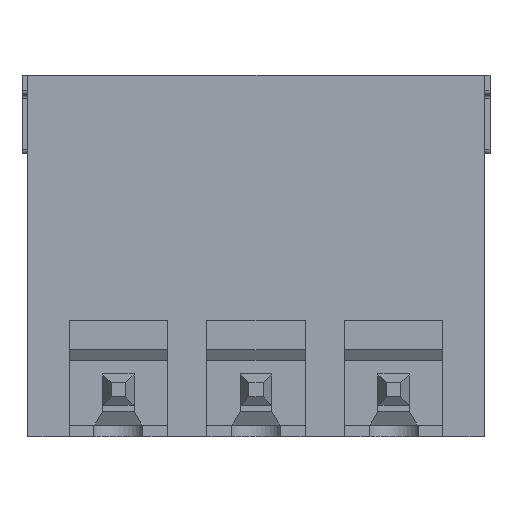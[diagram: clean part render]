
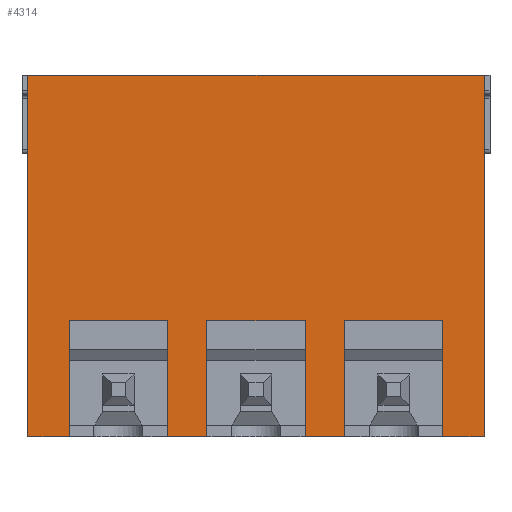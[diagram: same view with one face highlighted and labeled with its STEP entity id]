
A CAD part, front view. The second image highlights one B-rep face of the part: STEP entity #4314.
In plain terms, the highlighted planar face has unit normal (0, -1, 0).
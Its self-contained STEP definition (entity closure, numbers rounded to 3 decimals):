
#54 = DIRECTION ( 'NONE',  ( 0., 0., 1. ) ) ;
#135 = CARTESIAN_POINT ( 'NONE',  ( 5.75, -3.625, -4.6 ) ) ;
#209 = VECTOR ( 'NONE', #3217, 1000. ) ;
#333 = ORIENTED_EDGE ( 'NONE', *, *, #2527, .T. ) ;
#372 = LINE ( 'NONE', #932, #3780 ) ;
#537 = DIRECTION ( 'NONE',  ( 0., 0., -1. ) ) ;
#587 = CARTESIAN_POINT ( 'NONE',  ( -2.3, -3.625, 4.6 ) ) ;
#605 = CARTESIAN_POINT ( 'NONE',  ( 1.905, -3.625, -4.6 ) ) ;
#688 = DIRECTION ( 'NONE',  ( -1., 0., 0. ) ) ;
#699 = ORIENTED_EDGE ( 'NONE', *, *, #2214, .F. ) ;
#730 = VECTOR ( 'NONE', #8273, 1000. ) ;
#827 = ORIENTED_EDGE ( 'NONE', *, *, #4938, .F. ) ;
#928 = CARTESIAN_POINT ( 'NONE',  ( -1.25, -3.625, -4.6 ) ) ;
#932 = CARTESIAN_POINT ( 'NONE',  ( 1.905, -3.625, 4.6 ) ) ;
#1187 = VERTEX_POINT ( 'NONE', #6639 ) ;
#1203 = VERTEX_POINT ( 'NONE', #3425 ) ;
#1207 = CARTESIAN_POINT ( 'NONE',  ( 8.25, -3.625, -1.65 ) ) ;
#1296 = ORIENTED_EDGE ( 'NONE', *, *, #7316, .F. ) ;
#1347 = VERTEX_POINT ( 'NONE', #1422 ) ;
#1359 = CARTESIAN_POINT ( 'NONE',  ( -2.3, -3.625, -4.6 ) ) ;
#1367 = VECTOR ( 'NONE', #3904, 1000. ) ;
#1422 = CARTESIAN_POINT ( 'NONE',  ( 5.75, -3.625, -1.65 ) ) ;
#1461 = LINE ( 'NONE', #2178, #2322 ) ;
#1676 = CARTESIAN_POINT ( 'NONE',  ( 1.905, -3.625, -4.6 ) ) ;
#1817 = CARTESIAN_POINT ( 'NONE',  ( 4.75, -3.625, -4.6 ) ) ;
#1924 = EDGE_CURVE ( 'NONE', #6929, #5566, #6729, .T. ) ;
#1947 = CARTESIAN_POINT ( 'NONE',  ( 1.905, -3.625, -4.6 ) ) ;
#2013 = VECTOR ( 'NONE', #54, 1000. ) ;
#2095 = EDGE_CURVE ( 'NONE', #3967, #3821, #2978, .T. ) ;
#2155 = CARTESIAN_POINT ( 'NONE',  ( 2.25, -3.625, -4.6 ) ) ;
#2178 = CARTESIAN_POINT ( 'NONE',  ( 5.405, -3.625, -4.6 ) ) ;
#2214 = EDGE_CURVE ( 'NONE', #4655, #1187, #6832, .T. ) ;
#2298 = DIRECTION ( 'NONE',  ( 0., 0., -1. ) ) ;
#2322 = VECTOR ( 'NONE', #688, 1000. ) ;
#2324 = VERTEX_POINT ( 'NONE', #8560 ) ;
#2503 = EDGE_CURVE ( 'NONE', #7812, #5806, #1461, .T. ) ;
#2527 = EDGE_CURVE ( 'NONE', #7979, #2324, #6610, .T. ) ;
#2543 = LINE ( 'NONE', #3131, #8715 ) ;
#2583 = DIRECTION ( 'NONE',  ( -1., 0., 0. ) ) ;
#2616 = ORIENTED_EDGE ( 'NONE', *, *, #4848, .F. ) ;
#2673 = CARTESIAN_POINT ( 'NONE',  ( 2.25, -3.625, -1.65 ) ) ;
#2734 = EDGE_CURVE ( 'NONE', #7074, #6105, #2543, .T. ) ;
#2755 = DIRECTION ( 'NONE',  ( 0., 0., -1. ) ) ;
#2855 = VECTOR ( 'NONE', #7525, 1000. ) ;
#2951 = VECTOR ( 'NONE', #8797, 1000. ) ;
#2978 = LINE ( 'NONE', #7042, #730 ) ;
#2983 = ORIENTED_EDGE ( 'NONE', *, *, #2734, .T. ) ;
#3109 = CARTESIAN_POINT ( 'NONE',  ( 1.25, -3.625, -1.65 ) ) ;
#3131 = CARTESIAN_POINT ( 'NONE',  ( 2.25, -3.625, -1.65 ) ) ;
#3182 = EDGE_LOOP ( 'NONE', ( #6537, #5397, #2616, #1296, #7356, #4934, #699, #827, #2983, #5581, #4095, #8196, #5404, #333, #3718, #4933 ) ) ;
#3217 = DIRECTION ( 'NONE',  ( 0., 0., 1. ) ) ;
#3256 = CARTESIAN_POINT ( 'NONE',  ( -2.3, -3.625, -4.6 ) ) ;
#3299 = LINE ( 'NONE', #7857, #3397 ) ;
#3329 = DIRECTION ( 'NONE',  ( 0., 1., 0. ) ) ;
#3354 = CARTESIAN_POINT ( 'NONE',  ( 4.75, -3.625, -1.65 ) ) ;
#3387 = EDGE_CURVE ( 'NONE', #1347, #7812, #5295, .T. ) ;
#3397 = VECTOR ( 'NONE', #6499, 1000. ) ;
#3414 = DIRECTION ( 'NONE',  ( 0., 0., -1. ) ) ;
#3425 = CARTESIAN_POINT ( 'NONE',  ( 9.3, -3.625, 4.6 ) ) ;
#3492 = VECTOR ( 'NONE', #2755, 1000. ) ;
#3538 = VERTEX_POINT ( 'NONE', #4124 ) ;
#3700 = VECTOR ( 'NONE', #2298, 1000. ) ;
#3718 = ORIENTED_EDGE ( 'NONE', *, *, #8556, .F. ) ;
#3763 = DIRECTION ( 'NONE',  ( 1., 0., 0. ) ) ;
#3780 = VECTOR ( 'NONE', #7778, 1000. ) ;
#3821 = VERTEX_POINT ( 'NONE', #3109 ) ;
#3904 = DIRECTION ( 'NONE',  ( 0., 0., -1. ) ) ;
#3930 = PLANE ( 'NONE',  #8045 ) ;
#3935 = EDGE_CURVE ( 'NONE', #3821, #1187, #4438, .T. ) ;
#3967 = VERTEX_POINT ( 'NONE', #6726 ) ;
#4074 = CARTESIAN_POINT ( 'NONE',  ( -1.25, -3.625, -4.6 ) ) ;
#4095 = ORIENTED_EDGE ( 'NONE', *, *, #2503, .F. ) ;
#4124 = CARTESIAN_POINT ( 'NONE',  ( 9.3, -3.625, -4.6 ) ) ;
#4314 = ADVANCED_FACE ( 'NONE', ( #8686 ), #3930, .F. ) ;
#4321 = VECTOR ( 'NONE', #2583, 1000. ) ;
#4438 = LINE ( 'NONE', #8758, #6909 ) ;
#4646 = CARTESIAN_POINT ( 'NONE',  ( 9.3, -3.625, -4.6 ) ) ;
#4655 = VERTEX_POINT ( 'NONE', #5701 ) ;
#4781 = VERTEX_POINT ( 'NONE', #4074 ) ;
#4848 = EDGE_CURVE ( 'NONE', #4781, #6929, #7523, .T. ) ;
#4933 = ORIENTED_EDGE ( 'NONE', *, *, #8008, .T. ) ;
#4934 = ORIENTED_EDGE ( 'NONE', *, *, #3935, .T. ) ;
#4938 = EDGE_CURVE ( 'NONE', #7074, #4655, #5167, .T. ) ;
#5017 = VECTOR ( 'NONE', #5854, 1000. ) ;
#5127 = EDGE_CURVE ( 'NONE', #1203, #5566, #372, .T. ) ;
#5167 = LINE ( 'NONE', #2155, #6039 ) ;
#5295 = LINE ( 'NONE', #7295, #3492 ) ;
#5316 = LINE ( 'NONE', #4646, #209 ) ;
#5397 = ORIENTED_EDGE ( 'NONE', *, *, #1924, .F. ) ;
#5404 = ORIENTED_EDGE ( 'NONE', *, *, #7361, .T. ) ;
#5566 = VERTEX_POINT ( 'NONE', #587 ) ;
#5581 = ORIENTED_EDGE ( 'NONE', *, *, #7509, .T. ) ;
#5701 = CARTESIAN_POINT ( 'NONE',  ( 2.25, -3.625, -4.6 ) ) ;
#5806 = VERTEX_POINT ( 'NONE', #6549 ) ;
#5854 = DIRECTION ( 'NONE',  ( -1., 0., 0. ) ) ;
#6039 = VECTOR ( 'NONE', #3414, 1000. ) ;
#6098 = DIRECTION ( 'NONE',  ( 0., 0., 1. ) ) ;
#6105 = VERTEX_POINT ( 'NONE', #3354 ) ;
#6499 = DIRECTION ( 'NONE',  ( 1., 0., 0. ) ) ;
#6537 = ORIENTED_EDGE ( 'NONE', *, *, #5127, .T. ) ;
#6549 = CARTESIAN_POINT ( 'NONE',  ( 4.75, -3.625, -4.6 ) ) ;
#6610 = LINE ( 'NONE', #6859, #2855 ) ;
#6639 = CARTESIAN_POINT ( 'NONE',  ( 1.25, -3.625, -4.6 ) ) ;
#6726 = CARTESIAN_POINT ( 'NONE',  ( -1.25, -3.625, -1.65 ) ) ;
#6729 = LINE ( 'NONE', #1359, #2013 ) ;
#6832 = LINE ( 'NONE', #1676, #5017 ) ;
#6859 = CARTESIAN_POINT ( 'NONE',  ( 8.25, -3.625, -4.6 ) ) ;
#6909 = VECTOR ( 'NONE', #537, 1000. ) ;
#6929 = VERTEX_POINT ( 'NONE', #3256 ) ;
#7042 = CARTESIAN_POINT ( 'NONE',  ( -1.25, -3.625, -1.65 ) ) ;
#7074 = VERTEX_POINT ( 'NONE', #2673 ) ;
#7295 = CARTESIAN_POINT ( 'NONE',  ( 5.75, -3.625, -4.6 ) ) ;
#7316 = EDGE_CURVE ( 'NONE', #3967, #4781, #8788, .T. ) ;
#7356 = ORIENTED_EDGE ( 'NONE', *, *, #2095, .T. ) ;
#7361 = EDGE_CURVE ( 'NONE', #1347, #7979, #3299, .T. ) ;
#7509 = EDGE_CURVE ( 'NONE', #6105, #5806, #8522, .T. ) ;
#7523 = LINE ( 'NONE', #1947, #4321 ) ;
#7525 = DIRECTION ( 'NONE',  ( 0., 0., -1. ) ) ;
#7778 = DIRECTION ( 'NONE',  ( -1., 0., 0. ) ) ;
#7812 = VERTEX_POINT ( 'NONE', #135 ) ;
#7857 = CARTESIAN_POINT ( 'NONE',  ( 5.75, -3.625, -1.65 ) ) ;
#7979 = VERTEX_POINT ( 'NONE', #1207 ) ;
#8008 = EDGE_CURVE ( 'NONE', #3538, #1203, #5316, .T. ) ;
#8045 = AXIS2_PLACEMENT_3D ( 'NONE', #605, #3329, #6098 ) ;
#8196 = ORIENTED_EDGE ( 'NONE', *, *, #3387, .F. ) ;
#8273 = DIRECTION ( 'NONE',  ( 1., 0., 0. ) ) ;
#8391 = LINE ( 'NONE', #8712, #2951 ) ;
#8522 = LINE ( 'NONE', #1817, #1367 ) ;
#8556 = EDGE_CURVE ( 'NONE', #3538, #2324, #8391, .T. ) ;
#8560 = CARTESIAN_POINT ( 'NONE',  ( 8.25, -3.625, -4.6 ) ) ;
#8686 = FACE_OUTER_BOUND ( 'NONE', #3182, .T. ) ;
#8712 = CARTESIAN_POINT ( 'NONE',  ( 8.905, -3.625, -4.6 ) ) ;
#8715 = VECTOR ( 'NONE', #3763, 1000. ) ;
#8758 = CARTESIAN_POINT ( 'NONE',  ( 1.25, -3.625, -4.6 ) ) ;
#8788 = LINE ( 'NONE', #928, #3700 ) ;
#8797 = DIRECTION ( 'NONE',  ( -1., 0., 0. ) ) ;
